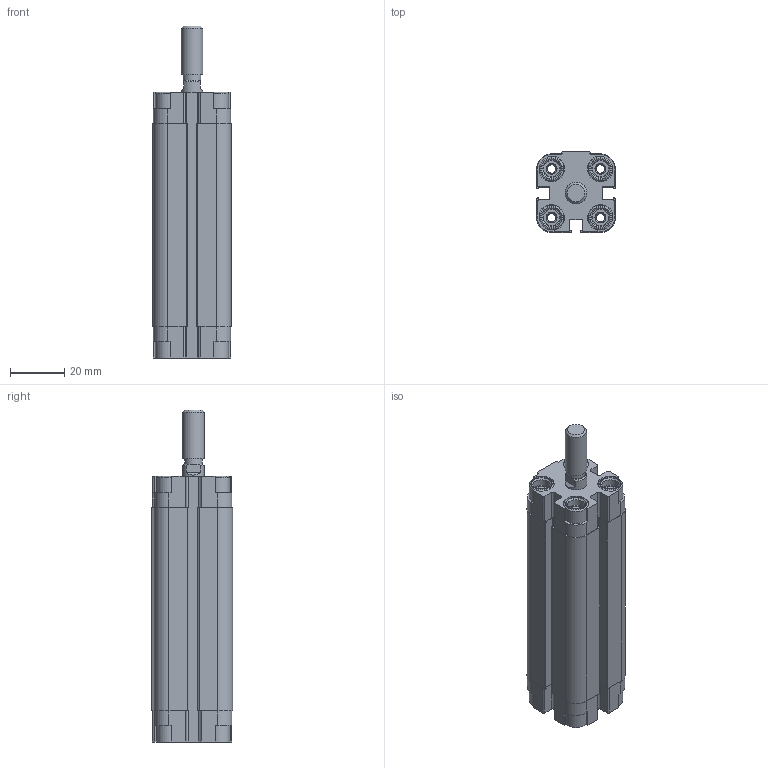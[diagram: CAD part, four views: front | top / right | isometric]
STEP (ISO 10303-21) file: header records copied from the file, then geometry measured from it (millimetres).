
FILE_DESCRIPTION(/* description */ (''),/* implementation_level */ '2;1');
FILE_NAME(/* name */ 'ses_16-60-b.stp',/* time_stamp */ '2017-07-06T14:28:48+02:00',/* author */ ('leitheußer'),/* organization */ (''),/* preprocessor_version */ 'ST-DEVELOPER v15.6',/* originating_system */ 'Autodesk Inventor LT ',/* authorisation */ '');
FILE_SCHEMA (('AUTOMOTIVE_DESIGN { 1 0 10303 214 3 1 1 }'));
Length unit declared in the file: millimetre
Products named in the file (1): SE16X60-S-M
Bounding box: 29 x 30 x 122.5 mm (x, y, z)
Volume: 57985.9 mm3; surface area: 31549.3 mm2
Topology: 2 solids, 2 shells, 325 faces, 783 edges, 509 vertices
Faces by surface type: plane 171, cylinder 121, cone 29, torus 4
Full cylindrical faces by diameter (mm): 3.242 x8, 4.134 x2, 4.917 x8, 5.2 x4, 6 x9, 6.4 x8, 6.466 x1, 8 x3, 9 x8, 16 x2
Entity records: 9035 total; most frequent: DIRECTION 1642, CARTESIAN_POINT 1522, ORIENTED_EDGE 1378, EDGE_CURVE 689, AXIS2_PLACEMENT_3D 631, VERTEX_POINT 499, EDGE_LOOP 464, LINE 380
